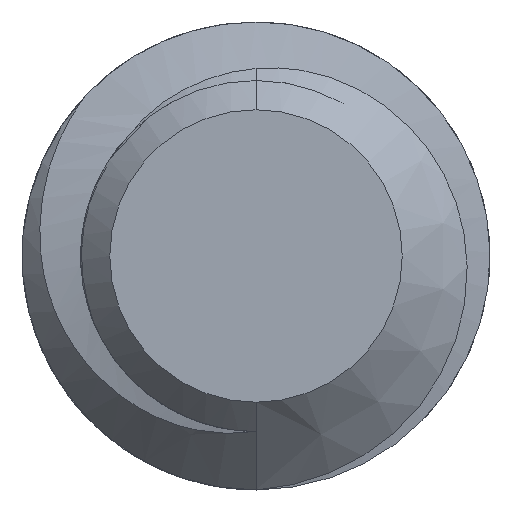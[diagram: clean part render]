
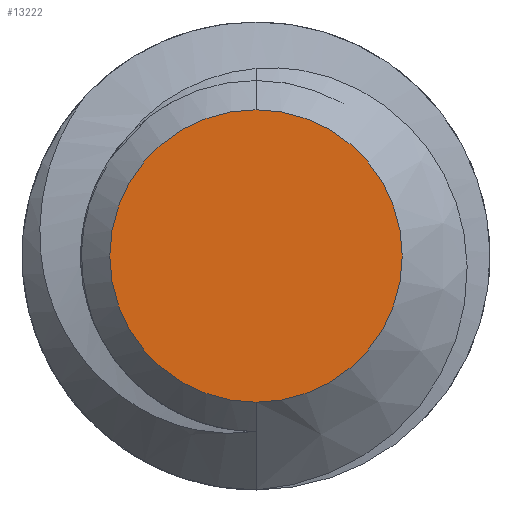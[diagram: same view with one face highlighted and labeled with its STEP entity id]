
A CAD part, left-side view. The second image highlights one B-rep face of the part: STEP entity #13222.
In plain terms, the highlighted planar face has unit normal (-1, 0, 0).
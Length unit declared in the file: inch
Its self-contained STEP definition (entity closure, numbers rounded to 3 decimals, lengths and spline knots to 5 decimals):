
#270 = DIRECTION ( 'NONE',  ( 0., 0., -1. ) ) ;
#1277 = CARTESIAN_POINT ( 'NONE',  ( -3.25, 0., -0.15625 ) ) ;
#1884 = CARTESIAN_POINT ( 'NONE',  ( -3.25, 0., 0. ) ) ;
#2142 = EDGE_LOOP ( 'NONE', ( #9043, #12685 ) ) ;
#2487 = AXIS2_PLACEMENT_3D ( 'NONE', #7508, #17082, #9104 ) ;
#2827 = CIRCLE ( 'NONE', #2487, 0.15625 ) ;
#6193 = DIRECTION ( 'NONE',  ( 1., 0., 0. ) ) ;
#7508 = CARTESIAN_POINT ( 'NONE',  ( -3.25, 0., 0. ) ) ;
#8468 = DIRECTION ( 'NONE',  ( -1., 0., 0. ) ) ;
#9043 = ORIENTED_EDGE ( 'NONE', *, *, #17252, .T. ) ;
#9068 = FACE_OUTER_BOUND ( 'NONE', #2142, .T. ) ;
#9104 = DIRECTION ( 'NONE',  ( 0., 0., -1. ) ) ;
#10351 = CARTESIAN_POINT ( 'NONE',  ( -3.25, 0., 0.15625 ) ) ;
#10975 = AXIS2_PLACEMENT_3D ( 'NONE', #1884, #8468, #270 ) ;
#11709 = VERTEX_POINT ( 'NONE', #1277 ) ;
#12369 = PLANE ( 'NONE',  #12991 ) ;
#12471 = CARTESIAN_POINT ( 'NONE',  ( -3.25, 0., 0. ) ) ;
#12685 = ORIENTED_EDGE ( 'NONE', *, *, #15044, .T. ) ;
#12991 = AXIS2_PLACEMENT_3D ( 'NONE', #12471, #6193, #17454 ) ;
#13222 = ADVANCED_FACE ( 'NONE', ( #9068 ), #12369, .F. ) ;
#15044 = EDGE_CURVE ( 'NONE', #16357, #11709, #20147, .T. ) ;
#16357 = VERTEX_POINT ( 'NONE', #10351 ) ;
#17082 = DIRECTION ( 'NONE',  ( -1., 0., 0. ) ) ;
#17252 = EDGE_CURVE ( 'NONE', #11709, #16357, #2827, .T. ) ;
#17454 = DIRECTION ( 'NONE',  ( 0., 0., -1. ) ) ;
#20147 = CIRCLE ( 'NONE', #10975, 0.15625 ) ;
